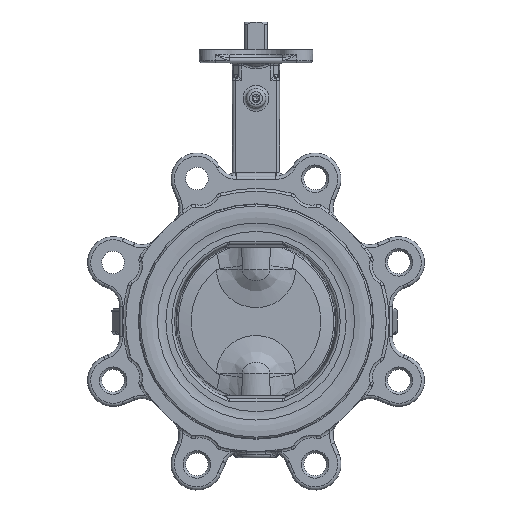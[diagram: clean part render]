
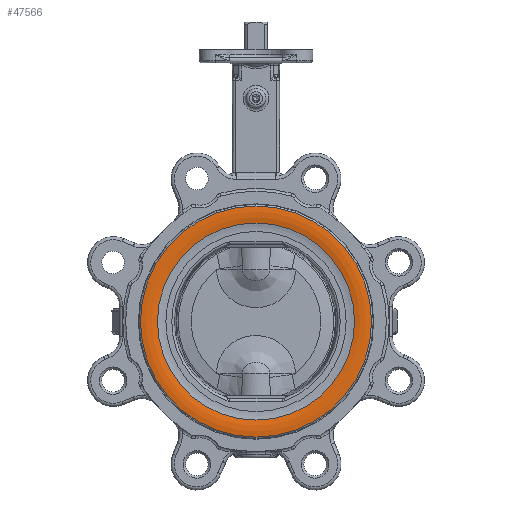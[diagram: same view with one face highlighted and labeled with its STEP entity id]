
A CAD part, front view. The second image highlights one B-rep face of the part: STEP entity #47566.
In plain terms, the highlighted toroidal (fillet/blend) face has major radius 66.9 mm and minor radius 24 mm.
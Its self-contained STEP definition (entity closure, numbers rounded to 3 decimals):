
#58=FACE_BOUND('',#14274,.T.);
#11472=FACE_OUTER_BOUND('',#14273,.T.);
#14273=EDGE_LOOP('',(#30919));
#14274=EDGE_LOOP('',(#30920));
#17404=CIRCLE('',#50468,71.178);
#17405=CIRCLE('',#50470,60.687);
#19101=VERTEX_POINT('',#65452);
#19102=VERTEX_POINT('',#65455);
#23691=EDGE_CURVE('',#19101,#19101,#17404,.T.);
#23692=EDGE_CURVE('',#19102,#19102,#17405,.T.);
#30919=ORIENTED_EDGE('',*,*,#23691,.F.);
#30920=ORIENTED_EDGE('',*,*,#23692,.T.);
#44388=TOROIDAL_SURFACE('',#50469,66.9,24.);
#47566=ADVANCED_FACE('',(#11472,#58),#44388,.T.);
#50468=AXIS2_PLACEMENT_3D('',#65453,#54169,#54170);
#50469=AXIS2_PLACEMENT_3D('',#65454,#54171,#54172);
#50470=AXIS2_PLACEMENT_3D('',#65456,#54173,#54174);
#54169=DIRECTION('center_axis',(0.,1.,0.));
#54170=DIRECTION('ref_axis',(0.,0.,
-1.));
#54171=DIRECTION('center_axis',(0.,1.,0.));
#54172=DIRECTION('ref_axis',(0.,0.,
-1.));
#54173=DIRECTION('center_axis',(0.,1.,0.));
#54174=DIRECTION('ref_axis',(0.,0.,
-1.));
#65452=CARTESIAN_POINT('',(0.,-27.116,-71.178));
#65453=CARTESIAN_POINT('Origin',(0.,-27.116,
0.));
#65454=CARTESIAN_POINT('Origin',(0.,-3.5,
0.));
#65455=CARTESIAN_POINT('',(0.,-26.682,-60.687));
#65456=CARTESIAN_POINT('Origin',(0.,-26.682,
0.));
